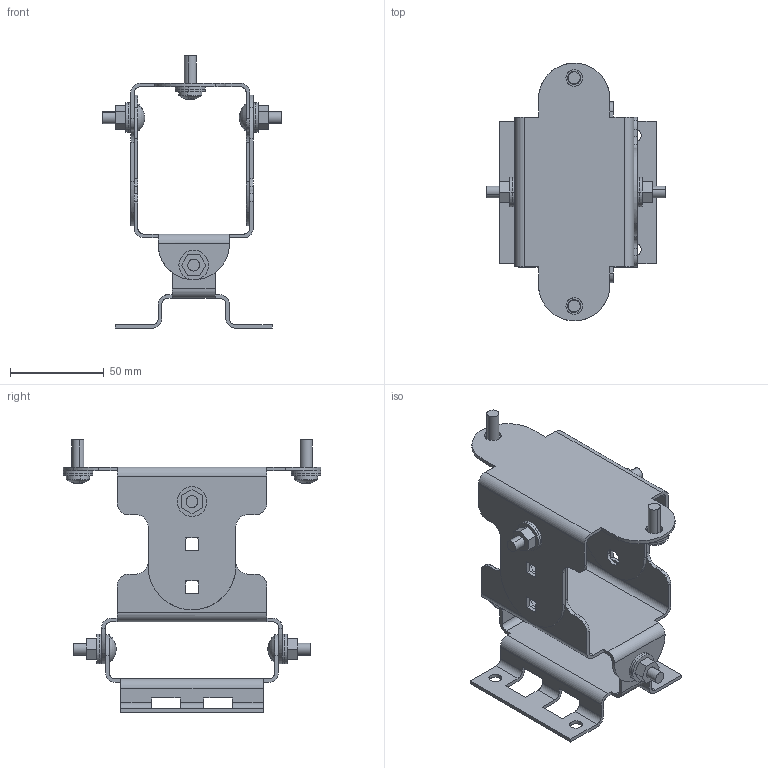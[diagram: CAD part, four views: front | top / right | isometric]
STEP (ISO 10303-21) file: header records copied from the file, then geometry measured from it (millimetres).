
FILE_DESCRIPTION(('CATIA V5 STEP Exchange','CAx-IF Rec.Pracs.--- Model Styling and Organization---1.4--- 2014-01-23'),'2;1');
FILE_NAME ('D1488143_0_2789830000_S3D_IE_ANT_MOUNT_PANEL.stp','2021-06-01T11:14:46+00:00',('none'),('Weidmueller'),'CATIA Version 5-6 Release 2016 SP3 HF44','CATIA V5 STEP AP214','none');
FILE_SCHEMA(('AUTOMOTIVE_DESIGN { 1 0 10303 214 1 1 1 1 }'));
Length unit declared in the file: millimetre
Products named in the file (1): S3D_IE_ANT_MOUNT_PANEL
Bounding box: 95.91 x 137.74 x 145.42 mm (x, y, z)
Volume: 79751.2 mm3; surface area: 89927.4 mm2
Topology: 25 solids, 25 shells, 430 faces, 1158 edges, 772 vertices
Faces by surface type: plane 234, cylinder 184, sphere 12
Entity records: 15142 total; most frequent: CARTESIAN_POINT 4412, ORIENTED_EDGE 2300, DIRECTION 1679, EDGE_CURVE 1150, VERTEX_POINT 772, VECTOR 734, LINE 734, AXIS2_PLACEMENT_3D 601
